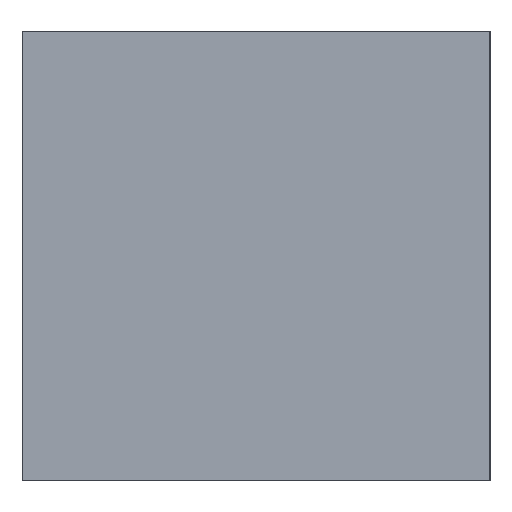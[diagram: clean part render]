
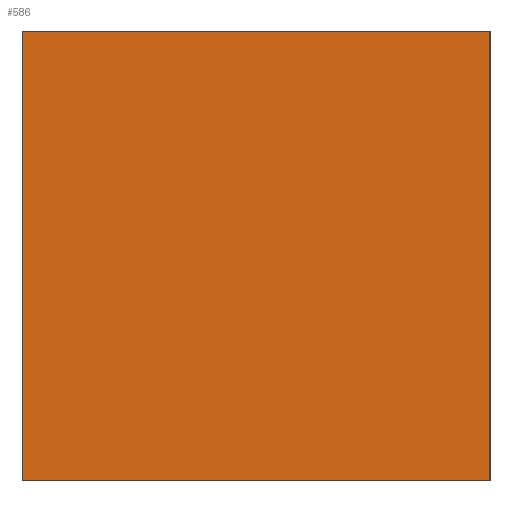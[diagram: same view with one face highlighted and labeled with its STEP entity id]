
A CAD part, left-side view. The second image highlights one B-rep face of the part: STEP entity #586.
In plain terms, the highlighted planar face has unit normal (-1, 0, 0).
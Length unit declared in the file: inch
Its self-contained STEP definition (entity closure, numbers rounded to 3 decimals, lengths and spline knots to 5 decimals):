
#516=CARTESIAN_POINT('',(6.74859,9.79923,0.36));
#517=VERTEX_POINT('',#516);
#524=CARTESIAN_POINT('',(6.74859,9.79923,0.0));
#525=VERTEX_POINT('',#524);
#526=CARTESIAN_POINT('',(6.74859,9.79923,0.0));
#527=DIRECTION('',(0.0,0.0,1.0));
#528=VECTOR('',#527,0.36);
#529=LINE('',#526,#528);
#530=EDGE_CURVE('',#525,#517,#529,.T.);
#556=CARTESIAN_POINT('',(6.74859,9.79923,0.0));
#557=DIRECTION('',(-1.0,0.0,0.0));
#558=DIRECTION('',(0.0,0.0,1.0));
#559=AXIS2_PLACEMENT_3D('',#556,#557,#558);
#560=PLANE('',#559);
#561=CARTESIAN_POINT('',(6.74859,10.17423,0.36));
#562=VERTEX_POINT('',#561);
#563=CARTESIAN_POINT('',(6.74859,9.79923,0.36));
#564=DIRECTION('',(0.0,1.0,0.0));
#565=VECTOR('',#564,0.375);
#566=LINE('',#563,#565);
#567=EDGE_CURVE('',#517,#562,#566,.T.);
#568=ORIENTED_EDGE('',*,*,#567,.T.);
#569=CARTESIAN_POINT('',(6.74859,10.17423,0.0));
#570=VERTEX_POINT('',#569);
#571=CARTESIAN_POINT('',(6.74859,10.17423,0.0));
#572=DIRECTION('',(0.0,0.0,1.0));
#573=VECTOR('',#572,0.36);
#574=LINE('',#571,#573);
#575=EDGE_CURVE('',#570,#562,#574,.T.);
#576=ORIENTED_EDGE('',*,*,#575,.F.);
#577=CARTESIAN_POINT('',(6.74859,9.79923,0.0));
#578=DIRECTION('',(0.0,1.0,0.0));
#579=VECTOR('',#578,0.375);
#580=LINE('',#577,#579);
#581=EDGE_CURVE('',#525,#570,#580,.T.);
#582=ORIENTED_EDGE('',*,*,#581,.F.);
#583=ORIENTED_EDGE('',*,*,#530,.T.);
#584=EDGE_LOOP('',(#568,#576,#582,#583));
#585=FACE_OUTER_BOUND('',#584,.T.);
#586=ADVANCED_FACE('',(#585),#560,.T.);
